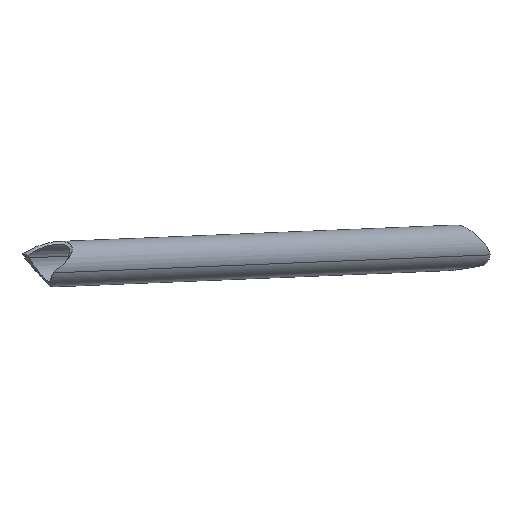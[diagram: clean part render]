
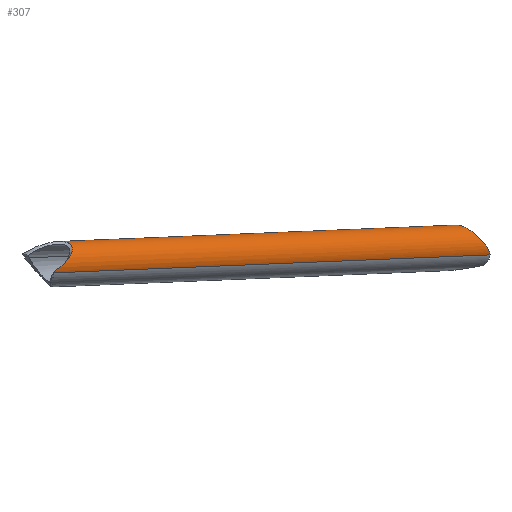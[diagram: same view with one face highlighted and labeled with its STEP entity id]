
A CAD part, isometric view. The second image highlights one B-rep face of the part: STEP entity #307.
In plain terms, the highlighted cylindrical face has radius 12.5 mm (diameter 25 mm), a partial arc.
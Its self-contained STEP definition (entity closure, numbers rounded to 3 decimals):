
#80=CARTESIAN_POINT('Vertex',(41.45,-169.139,-50.267)) ;
#84=CARTESIAN_POINT('Control Point',(41.45,-169.139,-50.267)) ;
#85=CARTESIAN_POINT('Control Point',(41.242,-169.308,-49.426)) ;
#86=CARTESIAN_POINT('Control Point',(40.994,-169.518,-48.603)) ;
#87=CARTESIAN_POINT('Control Point',(40.724,-169.761,-47.798)) ;
#88=CARTESIAN_POINT('Control Point',(40.158,-170.309,-46.217)) ;
#89=CARTESIAN_POINT('Control Point',(39.562,-170.98,-44.695)) ;
#90=CARTESIAN_POINT('Control Point',(39.262,-171.346,-43.949)) ;
#91=CARTESIAN_POINT('Control Point',(38.629,-172.194,-42.393)) ;
#92=CARTESIAN_POINT('Control Point',(38.024,-173.196,-40.919)) ;
#93=CARTESIAN_POINT('Control Point',(37.717,-173.774,-40.165)) ;
#94=CARTESIAN_POINT('Control Point',(37.09,-175.149,-38.59)) ;
#95=CARTESIAN_POINT('Control Point',(36.605,-176.798,-37.24)) ;
#96=CARTESIAN_POINT('Control Point',(36.399,-177.781,-36.592)) ;
#97=CARTESIAN_POINT('Control Point',(36.284,-178.864,-36.086)) ;
#98=CARTESIAN_POINT('Control Point',(36.284,-180.,-35.773)) ;
#99=CARTESIAN_POINT('Vertex',(36.284,-180.,-35.773)) ;
#115=CARTESIAN_POINT('Control Point',(46.274,-193.414,-54.012)) ;
#116=CARTESIAN_POINT('Control Point',(46.274,-193.414,-53.556)) ;
#117=CARTESIAN_POINT('Control Point',(46.237,-193.403,-53.101)) ;
#118=CARTESIAN_POINT('Control Point',(46.169,-193.382,-52.648)) ;
#119=CARTESIAN_POINT('Control Point',(45.956,-193.316,-51.602)) ;
#120=CARTESIAN_POINT('Control Point',(45.639,-193.209,-50.586)) ;
#121=CARTESIAN_POINT('Control Point',(45.434,-193.136,-50.012)) ;
#122=CARTESIAN_POINT('Control Point',(44.732,-192.868,-48.226)) ;
#123=CARTESIAN_POINT('Control Point',(43.896,-192.483,-46.517)) ;
#124=CARTESIAN_POINT('Control Point',(43.299,-192.164,-45.378)) ;
#125=CARTESIAN_POINT('Control Point',(42.188,-191.476,-43.376)) ;
#126=CARTESIAN_POINT('Control Point',(41.049,-190.554,-41.489)) ;
#127=CARTESIAN_POINT('Control Point',(40.541,-190.092,-40.676)) ;
#128=CARTESIAN_POINT('Control Point',(39.577,-189.095,-39.182)) ;
#129=CARTESIAN_POINT('Control Point',(38.655,-187.849,-37.86)) ;
#130=CARTESIAN_POINT('Control Point',(38.229,-187.189,-37.276)) ;
#131=CARTESIAN_POINT('Control Point',(37.545,-185.932,-36.397)) ;
#132=CARTESIAN_POINT('Control Point',(36.991,-184.467,-35.809)) ;
#133=CARTESIAN_POINT('Control Point',(36.788,-183.82,-35.626)) ;
#134=CARTESIAN_POINT('Control Point',(36.506,-182.663,-35.44)) ;
#135=CARTESIAN_POINT('Control Point',(36.348,-181.473,-35.483)) ;
#136=CARTESIAN_POINT('Control Point',(36.304,-180.975,-35.542)) ;
#137=CARTESIAN_POINT('Control Point',(36.284,-180.483,-35.64)) ;
#138=CARTESIAN_POINT('Control Point',(36.284,-180.,-35.773)) ;
#139=CARTESIAN_POINT('Vertex',(46.274,-193.414,-54.012)) ;
#217=CARTESIAN_POINT('Axis2P3D Location',(-152.26,-209.101,52.377)) ;
#223=CARTESIAN_POINT('Control Point',(41.45,-169.139,-50.267)) ;
#224=CARTESIAN_POINT('Control Point',(39.489,-169.254,-50.067)) ;
#225=CARTESIAN_POINT('Control Point',(37.546,-169.45,-49.76)) ;
#226=CARTESIAN_POINT('Control Point',(35.612,-169.681,-49.444)) ;
#227=CARTESIAN_POINT('Control Point',(33.685,-169.956,-49.114)) ;
#228=CARTESIAN_POINT('Vertex',(33.685,-169.956,-49.114)) ;
#231=CARTESIAN_POINT('Line Origine',(-154.025,-196.727,52.377)) ;
#235=CARTESIAN_POINT('Vertex',(-348.895,-224.518,157.739)) ;
#239=CARTESIAN_POINT('Control Point',(-348.895,-224.518,157.739)) ;
#240=CARTESIAN_POINT('Control Point',(-349.443,-224.596,158.633)) ;
#241=CARTESIAN_POINT('Control Point',(-349.983,-224.704,159.525)) ;
#242=CARTESIAN_POINT('Control Point',(-350.522,-224.839,160.419)) ;
#243=CARTESIAN_POINT('Control Point',(-351.018,-225.008,161.33)) ;
#244=CARTESIAN_POINT('Vertex',(-351.018,-225.008,161.33)) ;
#248=CARTESIAN_POINT('Control Point',(-351.018,-225.008,161.33)) ;
#249=CARTESIAN_POINT('Control Point',(-349.609,-224.906,161.218)) ;
#250=CARTESIAN_POINT('Control Point',(-348.199,-224.838,161.106)) ;
#251=CARTESIAN_POINT('Control Point',(-346.787,-224.804,160.995)) ;
#252=CARTESIAN_POINT('Control Point',(-343.396,-224.811,160.728)) ;
#253=CARTESIAN_POINT('Control Point',(-340.012,-225.047,160.464)) ;
#254=CARTESIAN_POINT('Control Point',(-338.062,-225.271,160.313)) ;
#255=CARTESIAN_POINT('Control Point',(-334.707,-225.829,160.055)) ;
#256=CARTESIAN_POINT('Control Point',(-331.448,-226.789,159.81)) ;
#257=CARTESIAN_POINT('Control Point',(-330.125,-227.269,159.711)) ;
#258=CARTESIAN_POINT('Control Point',(-328.078,-228.196,159.56)) ;
#259=CARTESIAN_POINT('Control Point',(-326.261,-229.499,159.432)) ;
#260=CARTESIAN_POINT('Control Point',(-325.635,-230.037,159.388)) ;
#261=CARTESIAN_POINT('Control Point',(-324.784,-230.968,159.332)) ;
#262=CARTESIAN_POINT('Control Point',(-324.184,-232.065,159.297)) ;
#263=CARTESIAN_POINT('Control Point',(-324.013,-232.465,159.288)) ;
#264=CARTESIAN_POINT('Control Point',(-323.728,-233.384,159.276)) ;
#265=CARTESIAN_POINT('Control Point',(-323.666,-234.347,159.282)) ;
#266=CARTESIAN_POINT('Control Point',(-323.704,-234.876,159.291)) ;
#267=CARTESIAN_POINT('Control Point',(-323.937,-236.091,159.323)) ;
#268=CARTESIAN_POINT('Control Point',(-324.454,-237.22,159.376)) ;
#269=CARTESIAN_POINT('Control Point',(-324.82,-237.832,159.412)) ;
#270=CARTESIAN_POINT('Control Point',(-326.124,-239.646,159.535)) ;
#271=CARTESIAN_POINT('Control Point',(-327.803,-241.146,159.684)) ;
#272=CARTESIAN_POINT('Control Point',(-329.01,-242.053,159.789)) ;
#273=CARTESIAN_POINT('Control Point',(-331.971,-243.977,160.044)) ;
#274=CARTESIAN_POINT('Control Point',(-335.154,-245.51,160.312)) ;
#275=CARTESIAN_POINT('Control Point',(-336.988,-246.279,160.465)) ;
#276=CARTESIAN_POINT('Control Point',(-340.721,-247.653,160.774)) ;
#277=CARTESIAN_POINT('Control Point',(-344.55,-248.726,161.087)) ;
#278=CARTESIAN_POINT('Control Point',(-346.461,-249.191,161.243)) ;
#279=CARTESIAN_POINT('Control Point',(-348.39,-249.595,161.399)) ;
#280=CARTESIAN_POINT('Control Point',(-350.331,-249.935,161.556)) ;
#281=CARTESIAN_POINT('Vertex',(-350.331,-249.935,161.556)) ;
#285=CARTESIAN_POINT('Control Point',(-351.332,-250.119,160.965)) ;
#286=CARTESIAN_POINT('Control Point',(-350.99,-250.07,161.151)) ;
#287=CARTESIAN_POINT('Control Point',(-350.657,-250.009,161.35)) ;
#288=CARTESIAN_POINT('Control Point',(-350.331,-249.935,161.556)) ;
#289=CARTESIAN_POINT('Vertex',(-351.332,-250.119,160.965)) ;
#292=CARTESIAN_POINT('Line Origine',(-150.495,-221.476,52.377)) ;
#218=DIRECTION('Axis2P3D Direction',(0.873,0.124,-0.472)) ;
#219=DIRECTION('Axis2P3D XDirection',(-0.141,0.99,0.)) ;
#232=DIRECTION('Vector Direction',(0.873,0.124,-0.472)) ;
#293=DIRECTION('Vector Direction',(0.873,0.124,-0.472)) ;
#220=AXIS2_PLACEMENT_3D('Cylinder Axis2P3D',#217,#218,#219) ;
#298=ORIENTED_EDGE('',*,*,#230,.T.) ;
#299=ORIENTED_EDGE('',*,*,#237,.F.) ;
#300=ORIENTED_EDGE('',*,*,#246,.T.) ;
#301=ORIENTED_EDGE('',*,*,#283,.T.) ;
#302=ORIENTED_EDGE('',*,*,#291,.F.) ;
#303=ORIENTED_EDGE('',*,*,#296,.T.) ;
#304=ORIENTED_EDGE('',*,*,#141,.T.) ;
#305=ORIENTED_EDGE('',*,*,#101,.F.) ;
#233=VECTOR('Line Direction',#232,1.) ;
#294=VECTOR('Line Direction',#293,1.) ;
#307=ADVANCED_FACE('PartBody',(#306),#221,.T.) ;
#83=B_SPLINE_CURVE_WITH_KNOTS('',5,(#84,#85,#86,#87,#88,#89,#90,#91,#92,#93,#94,#95,#96,#97,#98),.UNSPECIFIED.,.F.,.U.,(6,3,3,3,6),(4.743,10.982,17.225,24.276,32.608),.UNSPECIFIED.) ;
#114=B_SPLINE_CURVE_WITH_KNOTS('',5,(#115,#116,#117,#118,#119,#120,#121,#122,#123,#124,#125,#126,#127,#128,#129,#130,#131,#132,#133,#134,#135,#136,#137,#138),.UNSPECIFIED.,.F.,.U.,(6,3,3,3,3,3,3,6),(0.,3.221,7.555,16.915,24.428,31.285,36.201,39.742),.UNSPECIFIED.) ;
#222=B_SPLINE_CURVE_WITH_KNOTS('',4,(#223,#224,#225,#226,#227),.UNSPECIFIED.,.F.,.U.,(5,5),(52.248,63.413),.UNSPECIFIED.) ;
#238=B_SPLINE_CURVE_WITH_KNOTS('',4,(#239,#240,#241,#242,#243),.UNSPECIFIED.,.F.,.U.,(5,5),(0.,5.944),.UNSPECIFIED.) ;
#247=B_SPLINE_CURVE_WITH_KNOTS('',5,(#248,#249,#250,#251,#252,#253,#254,#255,#256,#257,#258,#259,#260,#261,#262,#263,#264,#265,#266,#267,#268,#269,#270,#271,#272,#273,#274,#275,#276,#277,#278,#279,#280),.UNSPECIFIED.,.F.,.U.,(6,3,3,3,3,3,3,3,3,3,6),(4.99,15.015,29.033,39.069,44.833,47.886,51.599,56.593,67.379,81.587,95.566),.UNSPECIFIED.) ;
#284=B_SPLINE_CURVE_WITH_KNOTS('',3,(#285,#286,#287,#288),.UNSPECIFIED.,.F.,.U.,(4,4),(0.,1.664),.UNSPECIFIED.) ;
#221=CYLINDRICAL_SURFACE('generated cylinder',#220,12.5) ;
#101=EDGE_CURVE('',#81,#100,#83,.T.) ;
#141=EDGE_CURVE('',#140,#100,#114,.T.) ;
#230=EDGE_CURVE('',#81,#229,#222,.T.) ;
#237=EDGE_CURVE('',#236,#229,#234,.T.) ;
#246=EDGE_CURVE('',#236,#245,#238,.T.) ;
#283=EDGE_CURVE('',#245,#282,#247,.T.) ;
#291=EDGE_CURVE('',#290,#282,#284,.T.) ;
#296=EDGE_CURVE('',#290,#140,#295,.T.) ;
#297=EDGE_LOOP('',(#298,#299,#300,#301,#302,#303,#304,#305)) ;
#306=FACE_OUTER_BOUND('',#297,.T.) ;
#234=LINE('Line',#231,#233) ;
#295=LINE('Line',#292,#294) ;
#81=VERTEX_POINT('',#80) ;
#100=VERTEX_POINT('',#99) ;
#140=VERTEX_POINT('',#139) ;
#229=VERTEX_POINT('',#228) ;
#236=VERTEX_POINT('',#235) ;
#245=VERTEX_POINT('',#244) ;
#282=VERTEX_POINT('',#281) ;
#290=VERTEX_POINT('',#289) ;
